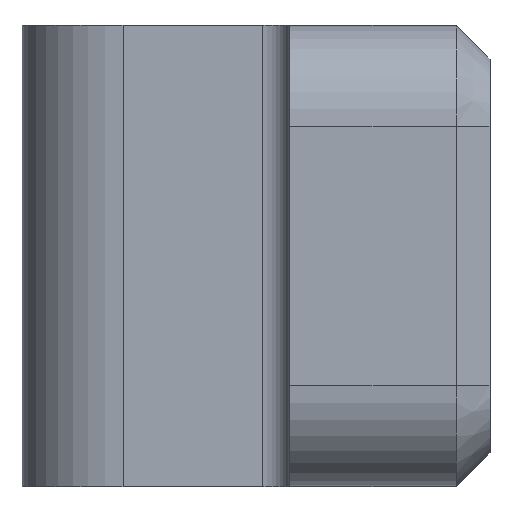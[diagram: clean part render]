
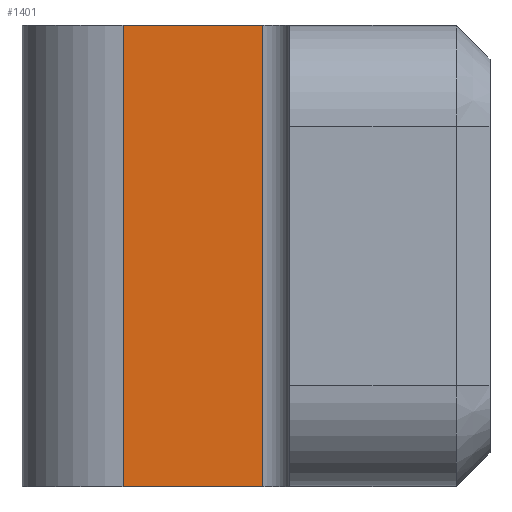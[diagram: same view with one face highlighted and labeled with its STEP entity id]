
A CAD part, left-side view. The second image highlights one B-rep face of the part: STEP entity #1401.
In plain terms, the highlighted planar face has unit normal (-1, 0, 0).
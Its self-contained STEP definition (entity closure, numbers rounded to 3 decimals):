
#156 = VECTOR ( 'NONE', #1681, 1000. ) ;
#252 = ORIENTED_EDGE ( 'NONE', *, *, #2653, .F. ) ;
#338 = CARTESIAN_POINT ( 'NONE',  ( -8.842, 43.9, 0.2 ) ) ;
#375 = EDGE_CURVE ( 'NONE', #1291, #2356, #1207, .T. ) ;
#431 = CARTESIAN_POINT ( 'NONE',  ( -8.842, 38.95, 0.2 ) ) ;
#455 = DIRECTION ( 'NONE',  ( 0., -1., 0. ) ) ;
#570 = EDGE_CURVE ( 'NONE', #587, #1291, #1213, .T. ) ;
#587 = VERTEX_POINT ( 'NONE', #725 ) ;
#619 = CARTESIAN_POINT ( 'NONE',  ( -8.842, 38.95, 13.9 ) ) ;
#636 = LINE ( 'NONE', #2354, #2584 ) ;
#640 = CARTESIAN_POINT ( 'NONE',  ( -8.842, 39.75, 13.9 ) ) ;
#725 = CARTESIAN_POINT ( 'NONE',  ( -8.842, 43.9, 13.9 ) ) ;
#1010 = DIRECTION ( 'NONE',  ( 1., 0., 0. ) ) ;
#1053 = CARTESIAN_POINT ( 'NONE',  ( -8.842, 39.75, 13.9 ) ) ;
#1055 = VERTEX_POINT ( 'NONE', #1053 ) ;
#1084 = VECTOR ( 'NONE', #2732, 1000. ) ;
#1106 = ORIENTED_EDGE ( 'NONE', *, *, #570, .T. ) ;
#1178 = AXIS2_PLACEMENT_3D ( 'NONE', #619, #1010, #1646 ) ;
#1207 = LINE ( 'NONE', #431, #156 ) ;
#1213 = LINE ( 'NONE', #2472, #1967 ) ;
#1291 = VERTEX_POINT ( 'NONE', #338 ) ;
#1329 = ORIENTED_EDGE ( 'NONE', *, *, #375, .T. ) ;
#1401 = ADVANCED_FACE ( 'NONE', ( #2309 ), #1830, .F. ) ;
#1485 = EDGE_CURVE ( 'NONE', #2356, #1055, #2529, .T. ) ;
#1603 = CARTESIAN_POINT ( 'NONE',  ( -8.842, 39.75, 0.2 ) ) ;
#1646 = DIRECTION ( 'NONE',  ( 0., 0., -1. ) ) ;
#1681 = DIRECTION ( 'NONE',  ( 0., -1., 0. ) ) ;
#1776 = DIRECTION ( 'NONE',  ( 0., 0., -1. ) ) ;
#1830 = PLANE ( 'NONE',  #1178 ) ;
#1837 = ORIENTED_EDGE ( 'NONE', *, *, #1485, .T. ) ;
#1967 = VECTOR ( 'NONE', #1776, 1000. ) ;
#2309 = FACE_OUTER_BOUND ( 'NONE', #2380, .T. ) ;
#2354 = CARTESIAN_POINT ( 'NONE',  ( -8.842, 38.95, 13.9 ) ) ;
#2356 = VERTEX_POINT ( 'NONE', #1603 ) ;
#2380 = EDGE_LOOP ( 'NONE', ( #1329, #1837, #252, #1106 ) ) ;
#2472 = CARTESIAN_POINT ( 'NONE',  ( -8.842, 43.9, 13.9 ) ) ;
#2529 = LINE ( 'NONE', #640, #1084 ) ;
#2584 = VECTOR ( 'NONE', #455, 1000. ) ;
#2653 = EDGE_CURVE ( 'NONE', #587, #1055, #636, .T. ) ;
#2732 = DIRECTION ( 'NONE',  ( 0., 0., 1. ) ) ;
